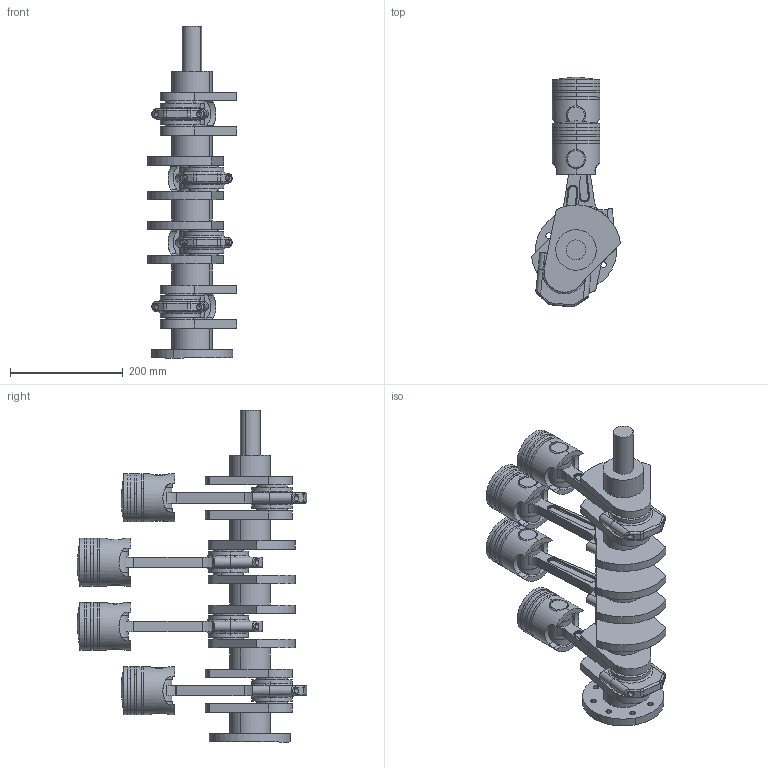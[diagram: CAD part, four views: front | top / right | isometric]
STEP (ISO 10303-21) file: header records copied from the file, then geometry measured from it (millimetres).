
FILE_DESCRIPTION (( 'STEP AP203' ), '1' );
FILE_NAME ('4_Cylinder_Piston_Engine.STEP', '2025-09-05T08:13:15', ( '' ), ( '' ), 'SwSTEP 2.0', 'SolidWorks 2025', '' );
FILE_SCHEMA (( 'CONFIG_CONTROL_DESIGN' ));
Length unit declared in the file: millimetre
Products named in the file (7): Piston Pin; Connecting Rod; Connecting Rod Cap; Crankshaft; Piston Ring; Piston Head; 4_Cylinder_Piston_Engine
Assembly tree (29 placements, depth 2):
  4_Cylinder_Piston_Engine
    Crankshaft
    Connecting Rod  x4
    Connecting Rod Cap  x4
    Piston Head  x4
    Piston Pin  x4
    Piston Ring  x12
Bounding box: 158.29 x 407.6 x 589 mm (x, y, z)
Volume: 5163480.2 mm3; surface area: 930042.3 mm2
Topology: 30 solids, 30 shells, 795 faces, 1918 edges, 1224 vertices
Faces by surface type: cylinder 418, plane 253, torus 64, bspline 40, cone 16, sphere 4
Entity records: 9936 total; most frequent: CARTESIAN_POINT 2378, DIRECTION 1399, ORIENTED_EDGE 1222, EDGE_CURVE 611, AXIS2_PLACEMENT_3D 571, VERTEX_POINT 394, EDGE_LOOP 311, CIRCLE 294
